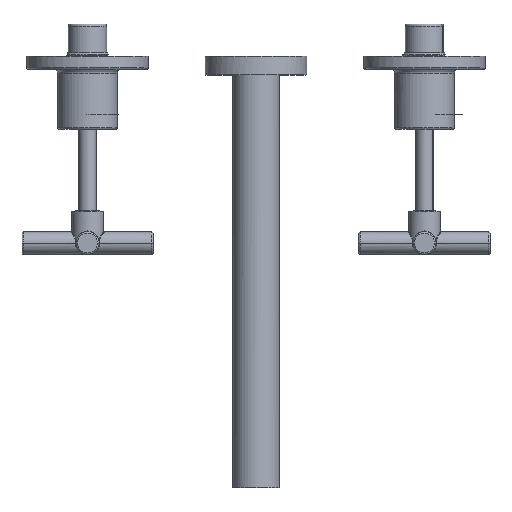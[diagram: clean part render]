
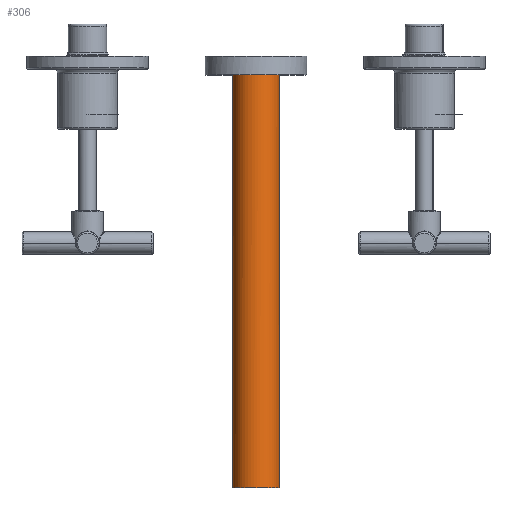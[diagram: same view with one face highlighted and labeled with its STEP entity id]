
A CAD part, top view. The second image highlights one B-rep face of the part: STEP entity #306.
In plain terms, the highlighted cylindrical face has radius 12.5 mm (diameter 25 mm), a partial arc.
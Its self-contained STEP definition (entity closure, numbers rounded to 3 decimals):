
#306=ADVANCED_FACE('',(#678),#5812,.T.);
#678=FACE_OUTER_BOUND('',#1052,.T.);
#1052=EDGE_LOOP('',(#1526,#1527,#1528,#1529));
#1526=ORIENTED_EDGE('',*,*,#3330,.T.);
#1527=ORIENTED_EDGE('',*,*,#3331,.T.);
#1528=ORIENTED_EDGE('',*,*,#3332,.T.);
#1529=ORIENTED_EDGE('',*,*,#3333,.T.);
#3330=EDGE_CURVE('',#5177,#5178,#4665,.T.);
#3331=EDGE_CURVE('',#5178,#5179,#4223,.T.);
#3332=EDGE_CURVE('',#5179,#5180,#4666,.T.);
#3333=EDGE_CURVE('',#5180,#5177,#4224,.T.);
#4223=B_SPLINE_CURVE_WITH_KNOTS('',1,(#7932,#7933),.UNSPECIFIED.,.F.,.F.,
(2,2),(0.,221.5),.UNSPECIFIED.);
#4224=B_SPLINE_CURVE_WITH_KNOTS('',1,(#7939,#7940),.UNSPECIFIED.,.F.,.F.,
(2,2),(0.,221.5),.UNSPECIFIED.);
#4665=(
BOUNDED_CURVE()
B_SPLINE_CURVE(2,(#7927,#7928,#7929,#7930,#7931),.UNSPECIFIED.,.F.,.F.)
B_SPLINE_CURVE_WITH_KNOTS((3,2,3),(0.,19.635,39.27),
 .UNSPECIFIED.)
CURVE()
GEOMETRIC_REPRESENTATION_ITEM()
RATIONAL_B_SPLINE_CURVE((1.,0.707,1.,0.707,1.))
REPRESENTATION_ITEM('')
);
#4666=(
BOUNDED_CURVE()
B_SPLINE_CURVE(2,(#7934,#7935,#7936,#7937,#7938),.UNSPECIFIED.,.F.,.F.)
B_SPLINE_CURVE_WITH_KNOTS((3,2,3),(0.,19.635,39.27),
 .UNSPECIFIED.)
CURVE()
GEOMETRIC_REPRESENTATION_ITEM()
RATIONAL_B_SPLINE_CURVE((1.,0.707,1.,0.707,1.))
REPRESENTATION_ITEM('')
);
#5177=VERTEX_POINT('',#7763);
#5178=VERTEX_POINT('',#7764);
#5179=VERTEX_POINT('',#7765);
#5180=VERTEX_POINT('',#7766);
#5812=CYLINDRICAL_SURFACE('',#6335,12.5);
#6335=AXIS2_PLACEMENT_3D('',#7128,#6668,$);
#6668=DIRECTION('',(-1.,0.,0.));
#7128=CARTESIAN_POINT('',(119.75,0.,0.));
#7763=CARTESIAN_POINT('',(230.5,0.,12.5));
#7764=CARTESIAN_POINT('',(230.5,0.,-12.5));
#7765=CARTESIAN_POINT('',(9.,0.,-12.5));
#7766=CARTESIAN_POINT('',(9.,0.,12.5));
#7927=CARTESIAN_POINT('',(230.5,0.,12.5));
#7928=CARTESIAN_POINT('',(230.5,12.5,12.5));
#7929=CARTESIAN_POINT('',(230.5,12.5,0.));
#7930=CARTESIAN_POINT('',(230.5,12.5,-12.5));
#7931=CARTESIAN_POINT('',(230.5,0.,-12.5));
#7932=CARTESIAN_POINT('',(230.5,0.,-12.5));
#7933=CARTESIAN_POINT('',(9.,0.,-12.5));
#7934=CARTESIAN_POINT('',(9.,0.,-12.5));
#7935=CARTESIAN_POINT('',(9.,12.5,-12.5));
#7936=CARTESIAN_POINT('',(9.,12.5,0.));
#7937=CARTESIAN_POINT('',(9.,12.5,12.5));
#7938=CARTESIAN_POINT('',(9.,0.,12.5));
#7939=CARTESIAN_POINT('',(9.,0.,12.5));
#7940=CARTESIAN_POINT('',(230.5,0.,12.5));
